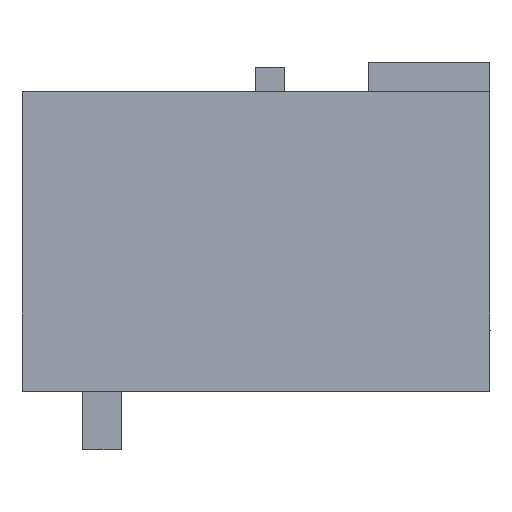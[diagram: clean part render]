
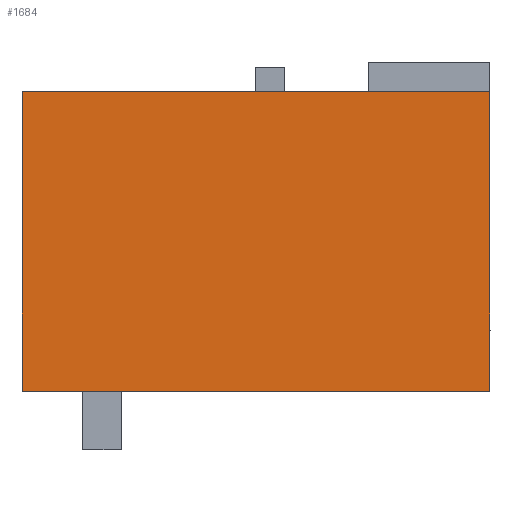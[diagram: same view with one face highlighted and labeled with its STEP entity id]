
A CAD part, left-side view. The second image highlights one B-rep face of the part: STEP entity #1684.
In plain terms, the highlighted planar face has unit normal (-1, 0, 0).
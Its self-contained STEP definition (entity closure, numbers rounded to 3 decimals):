
#1671=AXIS2_PLACEMENT_3D('Plane Axis2P3D',#1668,#1669,#1670) ;
#741=CARTESIAN_POINT('Vertex',(0.,0.,1.5)) ;
#776=CARTESIAN_POINT('Vertex',(0.,0.,9.18)) ;
#779=CARTESIAN_POINT('Line Origine',(0.,0.,5.34)) ;
#1393=CARTESIAN_POINT('Vertex',(0.,12.,9.18)) ;
#1396=CARTESIAN_POINT('Line Origine',(0.,6.,9.18)) ;
#1597=CARTESIAN_POINT('Line Origine',(0.,6.,1.5)) ;
#1601=CARTESIAN_POINT('Vertex',(0.,12.,1.5)) ;
#1668=CARTESIAN_POINT('Axis2P3D Location',(0.,0.,9.18)) ;
#1673=CARTESIAN_POINT('Line Origine',(0.,12.,5.34)) ;
#780=DIRECTION('Vector Direction',(0.,0.,-1.)) ;
#1397=DIRECTION('Vector Direction',(0.,1.,0.)) ;
#1598=DIRECTION('Vector Direction',(0.,1.,0.)) ;
#1669=DIRECTION('Axis2P3D Direction',(1.,0.,0.)) ;
#1670=DIRECTION('Axis2P3D XDirection',(0.,0.,-1.)) ;
#1674=DIRECTION('Vector Direction',(0.,0.,-1.)) ;
#781=VECTOR('Line Direction',#780,1.) ;
#1398=VECTOR('Line Direction',#1397,1.) ;
#1599=VECTOR('Line Direction',#1598,1.) ;
#1675=VECTOR('Line Direction',#1674,1.) ;
#1679=ORIENTED_EDGE('',*,*,#1603,.F.) ;
#1680=ORIENTED_EDGE('',*,*,#783,.F.) ;
#1681=ORIENTED_EDGE('',*,*,#1400,.T.) ;
#1682=ORIENTED_EDGE('',*,*,#1677,.F.) ;
#1684=ADVANCED_FACE('Housing',(#1683),#1672,.F.) ;
#783=EDGE_CURVE('',#777,#742,#782,.T.) ;
#1400=EDGE_CURVE('',#777,#1394,#1399,.T.) ;
#1603=EDGE_CURVE('',#742,#1602,#1600,.T.) ;
#1677=EDGE_CURVE('',#1602,#1394,#1676,.F.) ;
#1678=EDGE_LOOP('',(#1679,#1680,#1681,#1682)) ;
#1683=FACE_OUTER_BOUND('',#1678,.T.) ;
#782=LINE('Line',#779,#781) ;
#1399=LINE('Line',#1396,#1398) ;
#1600=LINE('Line',#1597,#1599) ;
#1676=LINE('Line',#1673,#1675) ;
#1672=PLANE('',#1671) ;
#742=VERTEX_POINT('',#741) ;
#777=VERTEX_POINT('',#776) ;
#1394=VERTEX_POINT('',#1393) ;
#1602=VERTEX_POINT('',#1601) ;
